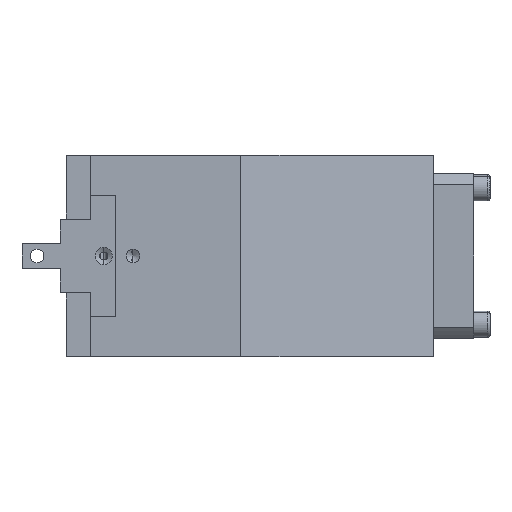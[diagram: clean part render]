
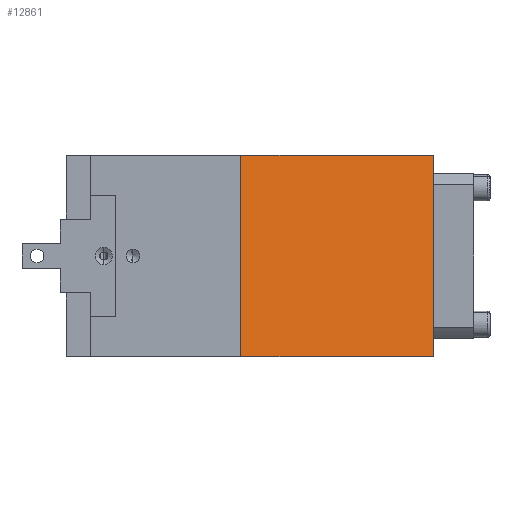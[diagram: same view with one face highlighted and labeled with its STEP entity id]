
A CAD part, left-side view. The second image highlights one B-rep face of the part: STEP entity #12861.
In plain terms, the highlighted planar face has unit normal (-0.959, -0.284, 0).
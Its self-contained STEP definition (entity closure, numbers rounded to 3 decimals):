
#185 = DIRECTION ( 'NONE',  ( 0., 0., -1. ) ) ;
#198 = DIRECTION ( 'NONE',  ( 0.284, -0.959, 0. ) ) ;
#216 = CARTESIAN_POINT ( 'NONE',  ( -100., 95.5, 100. ) ) ;
#252 = DIRECTION ( 'NONE',  ( 0., 0., -1. ) ) ;
#605 = CARTESIAN_POINT ( 'NONE',  ( -100., 95.5, 0. ) ) ;
#607 = DIRECTION ( 'NONE',  ( 0.284, -0.959, 0. ) ) ;
#616 = CARTESIAN_POINT ( 'NONE',  ( -100., 95.5, 100. ) ) ;
#618 = CARTESIAN_POINT ( 'NONE',  ( -71.712, 0., 100. ) ) ;
#2350 = CARTESIAN_POINT ( 'NONE',  ( -100., 95.5, 100. ) ) ;
#2358 = CARTESIAN_POINT ( 'NONE',  ( -71.712, 0., 0. ) ) ;
#2360 = CARTESIAN_POINT ( 'NONE',  ( -100., 95.5, 0. ) ) ;
#2362 = CARTESIAN_POINT ( 'NONE',  ( -71.712, 0., 100. ) ) ;
#3324 = EDGE_LOOP ( 'NONE', ( #3601, #3612, #3611, #3602 ) ) ;
#3601 = ORIENTED_EDGE ( 'NONE', *, *, #12352, .T. ) ;
#3602 = ORIENTED_EDGE ( 'NONE', *, *, #12355, .T. ) ;
#3611 = ORIENTED_EDGE ( 'NONE', *, *, #12354, .F. ) ;
#3612 = ORIENTED_EDGE ( 'NONE', *, *, #12353, .F. ) ;
#8252 = CARTESIAN_POINT ( 'NONE',  ( -100., 95.5, 100. ) ) ;
#8258 = PLANE ( 'NONE',  #14939 ) ;
#8262 = DIRECTION ( 'NONE',  ( 0.959, 0.284, 0. ) ) ;
#8263 = DIRECTION ( 'NONE',  ( -0.284, 0.959, 0. ) ) ;
#10301 = LINE ( 'NONE', #618, #10316 ) ;
#10312 = LINE ( 'NONE', #605, #10314 ) ;
#10313 = LINE ( 'NONE', #616, #10318 ) ;
#10314 = VECTOR ( 'NONE', #607, 1000. ) ;
#10316 = VECTOR ( 'NONE', #185, 1000. ) ;
#10317 = LINE ( 'NONE', #216, #10320 ) ;
#10318 = VECTOR ( 'NONE', #198, 1000. ) ;
#10320 = VECTOR ( 'NONE', #252, 1000. ) ;
#12352 = EDGE_CURVE ( 'NONE', #15268, #15266, #10312, .T. ) ;
#12353 = EDGE_CURVE ( 'NONE', #15270, #15266, #10301, .T. ) ;
#12354 = EDGE_CURVE ( 'NONE', #15258, #15270, #10313, .T. ) ;
#12355 = EDGE_CURVE ( 'NONE', #15258, #15268, #10317, .T. ) ;
#12861 = ADVANCED_FACE ( 'NONE', ( #15581 ), #8258, .F. ) ;
#14939 = AXIS2_PLACEMENT_3D ( 'NONE', #8252, #8262, #8263 ) ;
#15258 = VERTEX_POINT ( 'NONE', #2350 ) ;
#15266 = VERTEX_POINT ( 'NONE', #2358 ) ;
#15268 = VERTEX_POINT ( 'NONE', #2360 ) ;
#15270 = VERTEX_POINT ( 'NONE', #2362 ) ;
#15581 = FACE_OUTER_BOUND ( 'NONE', #3324, .T. ) ;
